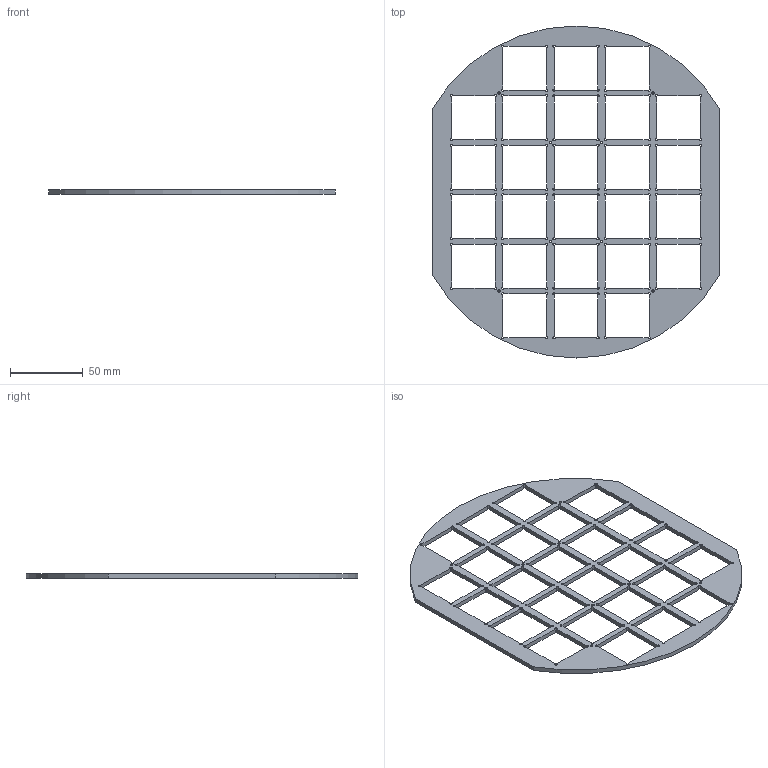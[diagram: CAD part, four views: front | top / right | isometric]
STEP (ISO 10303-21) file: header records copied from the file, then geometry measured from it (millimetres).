
FILE_DESCRIPTION(('FreeCAD Model'),'2;1');
FILE_NAME('substrate_holder.step','2019-04-12T12:30:11',('Author'),(''), 'Open CASCADE STEP processor 7.3','FreeCAD','Unknown');
FILE_SCHEMA(('AUTOMOTIVE_DESIGN { 1 0 10303 214 1 1 1 1 }'));
Length unit declared in the file: millimetre
Products named in the file (1): LinearExtrude
Bounding box: 197 x 228 x 3 mm (x, y, z)
Volume: 43607.3 mm3; surface area: 41407.4 mm2
Topology: 1 solids, 1 shells, 274 faces, 816 edges, 544 vertices
Faces by surface type: cylinder 166, plane 108
Full cylindrical faces by diameter (mm): 1.6 x8
Entity records: 9489 total; most frequent: DIRECTION 1698, CARTESIAN_POINT 1635, ORIENTED_EDGE 1632, EDGE_CURVE 816, AXIS2_PLACEMENT_3D 607, VERTEX_POINT 544, LINE 484, VECTOR 484
